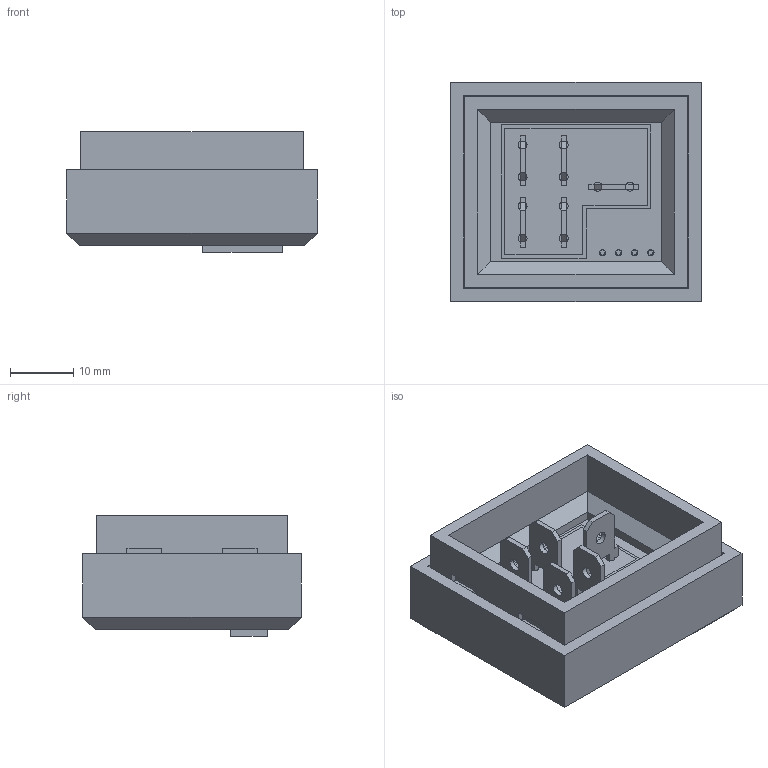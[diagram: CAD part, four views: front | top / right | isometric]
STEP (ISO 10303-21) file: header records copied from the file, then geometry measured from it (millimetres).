
FILE_DESCRIPTION (( 'STEP AP214' ), '1' );
FILE_NAME ('OBD1_5-pin_male_SCI_DLC.STEP', '', ( '' ), ( '' ), '', '', '' );
FILE_SCHEMA (( 'AUTOMOTIVE_DESIGN' ));
Length unit declared in the file: millimetre
Products named in the file (7): OBD1_5-pin_male_SCI_DLC_top; OBD1_5-pin_male_SCI_DLC_bottom; OBD1_5-pin_male_SCI_DLC_PCB_V100; OBD1_5-pin_male_SCI_DLC_XH2.54-4P_male_pin; OBD1_5-pin_male_SCI_DLC_male_pin; OBD1_5-pin_male_SCI_DLC
Assembly tree (10 placements, depth 3):
  OBD1_5-pin_male_SCI_DLC
    OBD1_5-pin_male_SCI_DLC_PCB_V100
      OBD1_5-pin_male_SCI_DLC_PCB_V100
      OBD1_5-pin_male_SCI_DLC_male_pin  x5
      OBD1_5-pin_male_SCI_DLC_XH2.54-4P_male_pin
    OBD1_5-pin_male_SCI_DLC_bottom
    OBD1_5-pin_male_SCI_DLC_top
Bounding box: 39.5 x 34.5 x 19 mm (x, y, z)
Volume: 9709.9 mm3; surface area: 12795.3 mm2
Topology: 8 solids, 10 shells, 279 faces, 735 edges, 486 vertices
Faces by surface type: plane 217, cylinder 62
Entity records: 5932 total; most frequent: CARTESIAN_POINT 979, DIRECTION 943, ORIENTED_EDGE 930, EDGE_CURVE 471, VECTOR 395, LINE 395, VERTEX_POINT 310, AXIS2_PLACEMENT_3D 274
